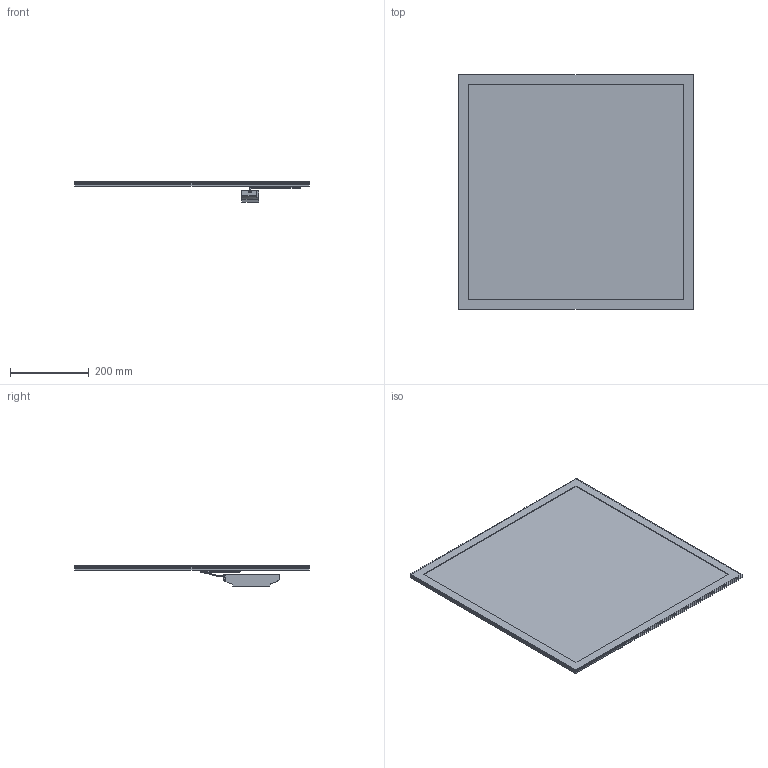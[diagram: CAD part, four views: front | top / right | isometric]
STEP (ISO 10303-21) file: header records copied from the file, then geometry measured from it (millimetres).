
FILE_DESCRIPTION (( 'STEP AP214' ), '1' );
FILE_NAME ('LDVO0-6566-36-0-6500-K01 Ñâåòèëüíèê ñâåòîäèîäíûé ÄÂÎ 6566 eco, 36Âò, 6500Ê IEK.STEP', '2018-04-19T11:56:20', ( '' ), ( '' ), 'SwSTEP 2.0', 'SolidWorks 2014', '' );
FILE_SCHEMA (( 'AUTOMOTIVE_DESIGN' ));
Length unit declared in the file: millimetre
Products named in the file (1): LDVO0-6566-36-0-6500-K01 Ñâåòèëüíèê ñâåòîäèîäíûé ÄÂÎ 6566 eco, 36Âò, 6500Ê IEK
Bounding box: 595 x 595 x 52 mm (x, y, z)
Volume: 1027199.8 mm3; surface area: 1493920.4 mm2
Topology: 1 solids, 1 shells, 208 faces, 543 edges, 354 vertices
Faces by surface type: plane 132, cylinder 59, bspline 13, cone 4
Entity records: 6813 total; most frequent: CARTESIAN_POINT 1564, ORIENTED_EDGE 1086, DIRECTION 1058, EDGE_CURVE 543, VECTOR 398, LINE 398, VERTEX_POINT 354, AXIS2_PLACEMENT_3D 330
